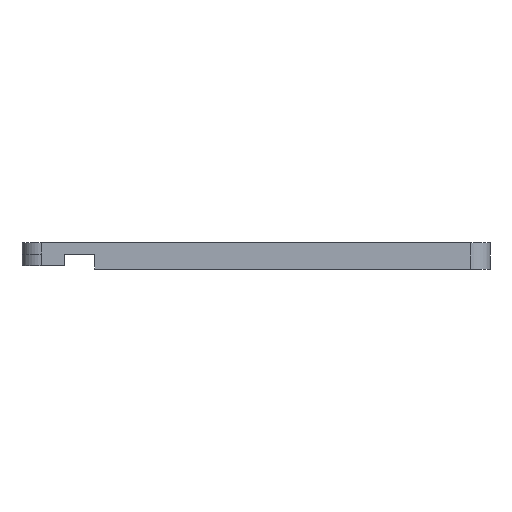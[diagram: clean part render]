
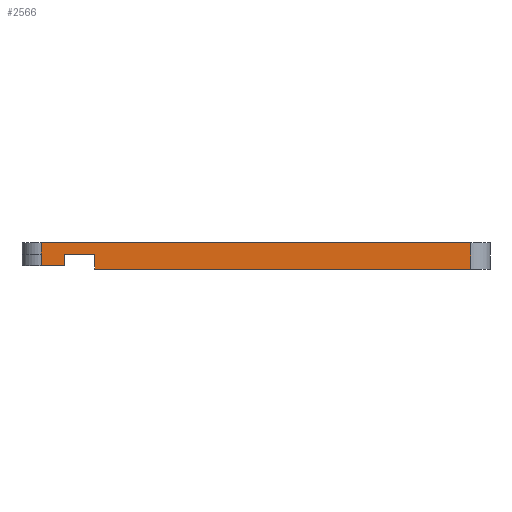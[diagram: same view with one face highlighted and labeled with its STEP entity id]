
A CAD part, front view. The second image highlights one B-rep face of the part: STEP entity #2566.
In plain terms, the highlighted planar face has unit normal (0, -1, 0).
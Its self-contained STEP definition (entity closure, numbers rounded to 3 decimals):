
#148=CIRCLE('',#2804,5.);
#301=FACE_OUTER_BOUND('',#448,.T.);
#448=EDGE_LOOP('',(#2167,#2168,#2169,#2170,#2171,#2172,#2173,#2174,#2175,
#2176,#2177,#2178));
#512=LINE('',#3709,#777);
#633=LINE('',#4088,#898);
#651=LINE('',#4135,#916);
#659=LINE('',#4150,#924);
#672=LINE('',#4195,#937);
#680=LINE('',#4215,#945);
#691=LINE('',#4240,#956);
#714=LINE('',#4294,#979);
#715=LINE('',#4297,#980);
#716=LINE('',#4298,#981);
#717=LINE('',#4299,#982);
#777=VECTOR('',#2926,10.);
#898=VECTOR('',#3273,10.);
#916=VECTOR('',#3311,10.);
#924=VECTOR('',#3323,10.);
#937=VECTOR('',#3372,10.);
#945=VECTOR('',#3388,10.);
#956=VECTOR('',#3413,10.);
#979=VECTOR('',#3470,10.);
#980=VECTOR('',#3473,10.);
#981=VECTOR('',#3474,10.);
#982=VECTOR('',#3475,10.);
#1055=VERTEX_POINT('',#3706);
#1056=VERTEX_POINT('',#3708);
#1159=VERTEX_POINT('',#4081);
#1162=VERTEX_POINT('',#4086);
#1181=VERTEX_POINT('',#4133);
#1186=VERTEX_POINT('',#4148);
#1197=VERTEX_POINT('',#4187);
#1200=VERTEX_POINT('',#4193);
#1208=VERTEX_POINT('',#4214);
#1215=VERTEX_POINT('',#4238);
#1229=VERTEX_POINT('',#4292);
#1230=VERTEX_POINT('',#4296);
#1296=EDGE_CURVE('',#1055,#1056,#512,.T.);
#1470=EDGE_CURVE('',#1159,#1162,#633,.T.);
#1493=EDGE_CURVE('',#1162,#1181,#651,.T.);
#1501=EDGE_CURVE('',#1181,#1186,#659,.T.);
#1522=EDGE_CURVE('',#1197,#1200,#672,.T.);
#1531=EDGE_CURVE('',#1197,#1208,#680,.T.);
#1544=EDGE_CURVE('',#1200,#1215,#691,.T.);
#1571=EDGE_CURVE('',#1208,#1229,#148,.T.);
#1572=EDGE_CURVE('',#1229,#1055,#714,.T.);
#1573=EDGE_CURVE('',#1186,#1230,#715,.T.);
#1574=EDGE_CURVE('',#1230,#1056,#716,.T.);
#1575=EDGE_CURVE('',#1215,#1159,#717,.T.);
#2167=ORIENTED_EDGE('',*,*,#1493,.T.);
#2168=ORIENTED_EDGE('',*,*,#1501,.T.);
#2169=ORIENTED_EDGE('',*,*,#1573,.T.);
#2170=ORIENTED_EDGE('',*,*,#1574,.T.);
#2171=ORIENTED_EDGE('',*,*,#1296,.F.);
#2172=ORIENTED_EDGE('',*,*,#1572,.F.);
#2173=ORIENTED_EDGE('',*,*,#1571,.F.);
#2174=ORIENTED_EDGE('',*,*,#1531,.F.);
#2175=ORIENTED_EDGE('',*,*,#1522,.T.);
#2176=ORIENTED_EDGE('',*,*,#1544,.T.);
#2177=ORIENTED_EDGE('',*,*,#1575,.T.);
#2178=ORIENTED_EDGE('',*,*,#1470,.T.);
#2437=PLANE('',#2805);
#2566=ADVANCED_FACE('',(#301),#2437,.T.);
#2804=AXIS2_PLACEMENT_3D('',#4293,#3468,#3469);
#2805=AXIS2_PLACEMENT_3D('',#4295,#3471,#3472);
#2926=DIRECTION('',(1.,0.,0.));
#3273=DIRECTION('',(0.,0.,-1.));
#3311=DIRECTION('',(-1.,0.,0.));
#3323=DIRECTION('',(0.,0.,-1.));
#3372=DIRECTION('',(1.,0.,0.));
#3388=DIRECTION('',(0.,0.,1.));
#3413=DIRECTION('',(0.,0.,1.));
#3468=DIRECTION('center_axis',(0.,0.,1.));
#3469=DIRECTION('ref_axis',(-1.,0.,0.));
#3470=DIRECTION('',(0.,0.,1.));
#3471=DIRECTION('center_axis',(0.,-1.,0.));
#3472=DIRECTION('ref_axis',(1.,0.,0.));
#3473=DIRECTION('',(1.,0.,0.));
#3474=DIRECTION('',(0.,0.,1.));
#3475=DIRECTION('',(1.,0.,0.));
#3706=CARTESIAN_POINT('',(-32.193,-143.25,81.));
#3708=CARTESIAN_POINT('',(79.737,-143.25,81.));
#3709=CARTESIAN_POINT('',(-18.184,-143.25,81.));
#4081=CARTESIAN_POINT('',(-18.185,-143.25,78.));
#4086=CARTESIAN_POINT('',(-18.185,-143.25,75.));
#4088=CARTESIAN_POINT('',(-18.185,-143.25,76.));
#4133=CARTESIAN_POINT('',(-18.22,-143.25,75.));
#4135=CARTESIAN_POINT('',(-8.052,-143.25,75.));
#4148=CARTESIAN_POINT('',(-18.22,-143.25,74.));
#4150=CARTESIAN_POINT('',(-18.22,-143.25,74.));
#4187=CARTESIAN_POINT('',(-32.2,-143.25,75.));
#4193=CARTESIAN_POINT('',(-26.,-143.25,75.));
#4195=CARTESIAN_POINT('',(-31.896,-143.25,75.));
#4214=CARTESIAN_POINT('',(-32.2,-143.25,78.));
#4215=CARTESIAN_POINT('',(-32.2,-143.25,74.));
#4238=CARTESIAN_POINT('',(-26.,-143.25,78.));
#4240=CARTESIAN_POINT('',(-26.,-143.25,74.));
#4292=CARTESIAN_POINT('',(-32.193,-143.25,78.));
#4293=CARTESIAN_POINT('Origin',(-32.193,-138.25,78.));
#4294=CARTESIAN_POINT('',(-32.193,-143.25,74.));
#4295=CARTESIAN_POINT('Origin',(-32.193,-143.25,74.));
#4296=CARTESIAN_POINT('',(79.737,-143.25,74.));
#4297=CARTESIAN_POINT('',(-18.184,-143.25,74.));
#4298=CARTESIAN_POINT('',(79.737,-143.25,74.));
#4299=CARTESIAN_POINT('',(-8.052,-143.25,78.));
